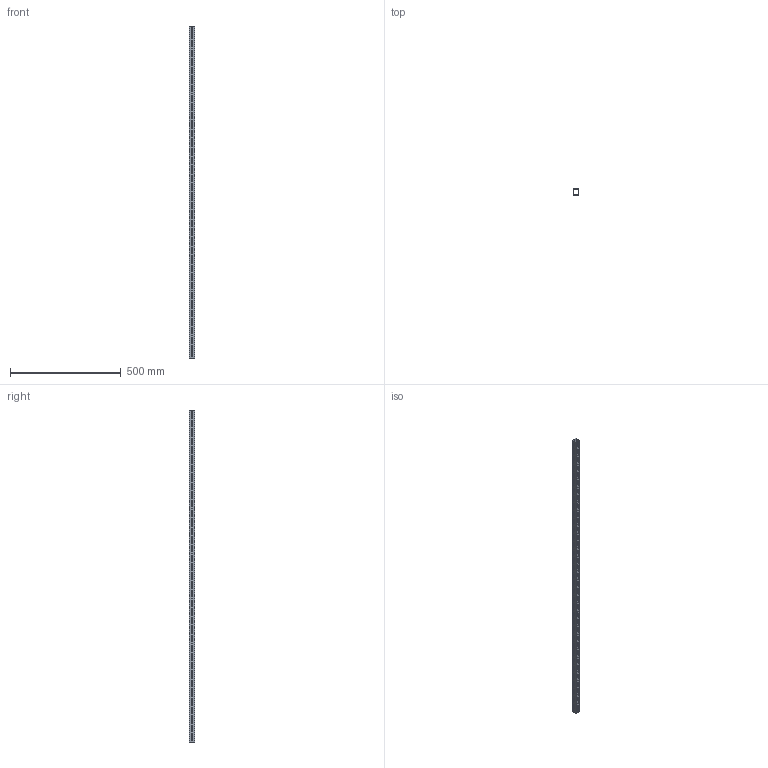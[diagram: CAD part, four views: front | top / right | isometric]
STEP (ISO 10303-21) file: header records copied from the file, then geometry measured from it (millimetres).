
FILE_DESCRIPTION (( 'STEP AP203' ), '1' );
FILE_NAME ('217-3426-STEP-20150106.STEP', '2015-01-06T17:09:09', ( 'IFMI-VEX04' ), ( '' ), 'SwSTEP 2.0', 'SolidWorks 2014', '' );
FILE_SCHEMA (( 'CONFIG_CONTROL_DESIGN' ));
Length unit declared in the file: millimetre
Products named in the file (1): 217-3426-STEP-20150106
Bounding box: 25.4 x 25.4 x 1498.6 mm (x, y, z)
Volume: 145276.3 mm3; surface area: 289639.3 mm2
Topology: 1 solids, 1 shells, 958 faces, 3102 edges, 1912 vertices
Faces by surface type: plane 490, cylinder 468
Entity records: 34695 total; most frequent: CARTESIAN_POINT 8781, ORIENTED_EDGE 6204, DIRECTION 5020, EDGE_CURVE 3102, VERTEX_POINT 1912, AXIS2_PLACEMENT_3D 1895, LINE 1230, VECTOR 1230
